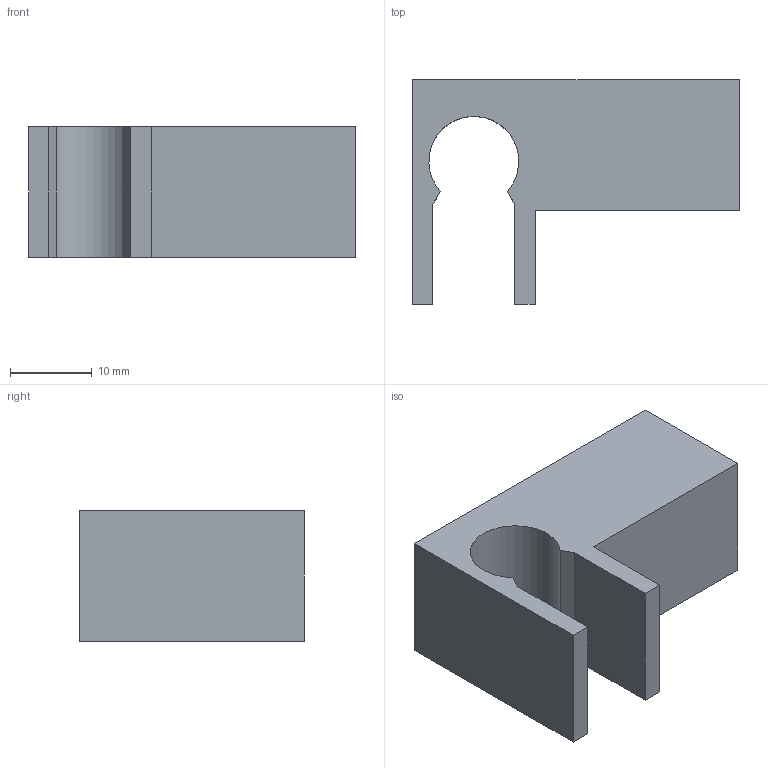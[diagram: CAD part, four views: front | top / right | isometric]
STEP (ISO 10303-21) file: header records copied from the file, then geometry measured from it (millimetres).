
FILE_DESCRIPTION(/* description */ (''),/* implementation_level */ '2;1');
FILE_NAME(/* name */ 'jet base (new).step',/* time_stamp */ '2023-07-30T19:29:54+08:00',/* author */ (''),/* organization */ (''),/* preprocessor_version */ 'ST-DEVELOPER v19.2',/* originating_system */ 'Autodesk Translation Framework v11.17.0.187',/* authorisation */ '');
FILE_SCHEMA (('AUTOMOTIVE_DESIGN { 1 0 10303 214 3 1 1 }'));
Length unit declared in the file: centimetre
Products named in the file (1): jet base (new)
Bounding box: 40 x 27.5 x 16 mm (x, y, z)
Volume: 7832.8 mm3; surface area: 4988.8 mm2
Topology: 1 solids, 1 shells, 22 faces, 54 edges, 36 vertices
Faces by surface type: plane 19, cylinder 3
Full cylindrical faces by diameter (mm): 2.8 x2
Entity records: 688 total; most frequent: CARTESIAN_POINT 113, ORIENTED_EDGE 108, DIRECTION 106, EDGE_CURVE 54, LINE 48, VECTOR 48, VERTEX_POINT 36, AXIS2_PLACEMENT_3D 29
